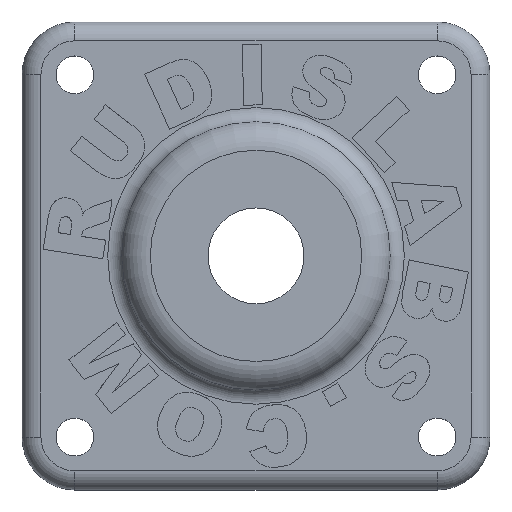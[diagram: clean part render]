
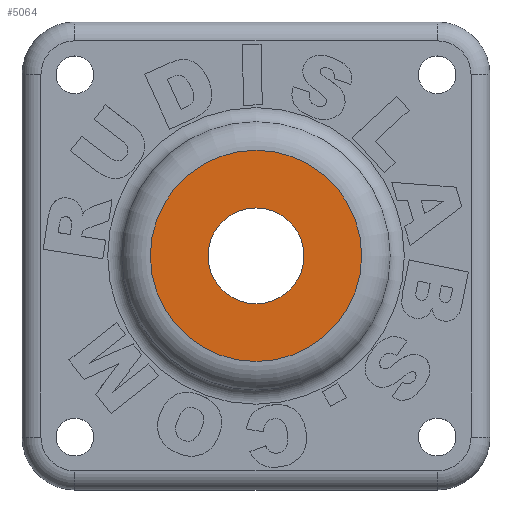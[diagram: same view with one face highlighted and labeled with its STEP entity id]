
A CAD part, top view. The second image highlights one B-rep face of the part: STEP entity #5064.
In plain terms, the highlighted planar face has unit normal (0, 0, 1).
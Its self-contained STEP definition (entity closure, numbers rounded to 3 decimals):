
#516=FACE_BOUND('',#916,.T.);
#550=CIRCLE('',#5382,3.175);
#563=CIRCLE('',#5408,7.);
#601=FACE_OUTER_BOUND('',#915,.T.);
#915=EDGE_LOOP('',(#3707));
#916=EDGE_LOOP('',(#3708));
#2289=VERTEX_POINT('',#7460);
#2298=VERTEX_POINT('',#7505);
#2824=EDGE_CURVE('',#2289,#2289,#550,.T.);
#2847=EDGE_CURVE('',#2298,#2298,#563,.T.);
#3707=ORIENTED_EDGE('',*,*,#2847,.F.);
#3708=ORIENTED_EDGE('',*,*,#2824,.T.);
#4927=PLANE('',#5410);
#5064=ADVANCED_FACE('',(#601,#516),#4927,.T.);
#5382=AXIS2_PLACEMENT_3D('',#7461,#5720,#5721);
#5408=AXIS2_PLACEMENT_3D('',#7506,#5782,#5783);
#5410=AXIS2_PLACEMENT_3D('',#7508,#5786,#5787);
#5720=DIRECTION('center_axis',(0.,0.,-1.));
#5721=DIRECTION('ref_axis',(1.,0.,0.));
#5782=DIRECTION('center_axis',(0.,0.,-1.));
#5783=DIRECTION('ref_axis',(1.,0.,0.));
#5786=DIRECTION('center_axis',(0.,0.,1.));
#5787=DIRECTION('ref_axis',(1.,0.,0.));
#7460=CARTESIAN_POINT('',(-3.175,0.,7.5));
#7461=CARTESIAN_POINT('Origin',(0.,0.,7.5));
#7505=CARTESIAN_POINT('',(-7.,0.,7.5));
#7506=CARTESIAN_POINT('Origin',(0.,0.,7.5));
#7508=CARTESIAN_POINT('Origin',(0.,0.,7.5));
